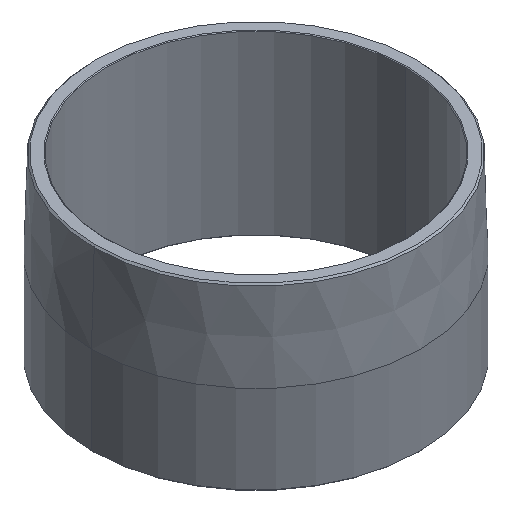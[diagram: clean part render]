
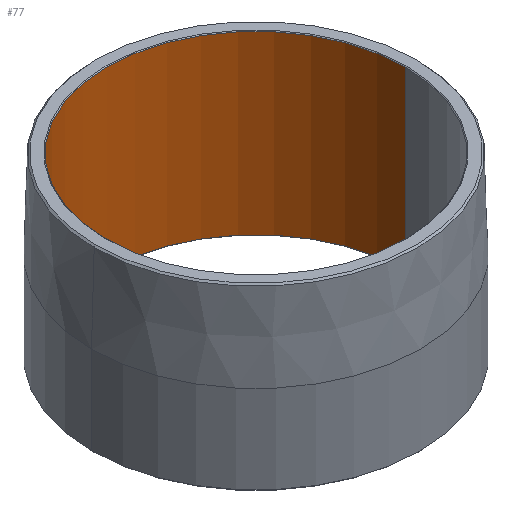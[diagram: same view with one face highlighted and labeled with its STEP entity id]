
A CAD part, isometric view. The second image highlights one B-rep face of the part: STEP entity #77.
In plain terms, the highlighted cylindrical face has radius 64.059 mm (diameter 128.118 mm), a partial arc.
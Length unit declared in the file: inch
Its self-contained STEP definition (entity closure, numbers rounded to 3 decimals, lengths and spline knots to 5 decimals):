
#27 = AXIS2_PLACEMENT_3D ( 'NONE', #500, #87, #324 ) ;
#44 = EDGE_CURVE ( 'NONE', #221, #100, #169, .T. ) ;
#51 = CARTESIAN_POINT ( 'NONE',  ( -2.522, 0., 0.0125 ) ) ;
#77 = ADVANCED_FACE ( 'NONE', ( #404 ), #366, .F. ) ;
#78 = CARTESIAN_POINT ( 'NONE',  ( 0., 0., 0.0125 ) ) ;
#81 = CARTESIAN_POINT ( 'NONE',  ( -2.522, 0., 3. ) ) ;
#87 = DIRECTION ( 'NONE',  ( 0., 0., -1. ) ) ;
#100 = VERTEX_POINT ( 'NONE', #51 ) ;
#126 = DIRECTION ( 'NONE',  ( 0., 0., -1. ) ) ;
#139 = VECTOR ( 'NONE', #332, 39.37008 ) ;
#146 = ORIENTED_EDGE ( 'NONE', *, *, #463, .T. ) ;
#153 = AXIS2_PLACEMENT_3D ( 'NONE', #78, #126, #243 ) ;
#169 = LINE ( 'NONE', #81, #311 ) ;
#179 = LINE ( 'NONE', #447, #139 ) ;
#185 = CARTESIAN_POINT ( 'NONE',  ( -2.522, 0., 2.9875 ) ) ;
#187 = DIRECTION ( 'NONE',  ( 1., 0., 0. ) ) ;
#193 = VERTEX_POINT ( 'NONE', #227 ) ;
#194 = EDGE_CURVE ( 'NONE', #256, #193, #179, .T. ) ;
#198 = CIRCLE ( 'NONE', #262, 2.522 ) ;
#221 = VERTEX_POINT ( 'NONE', #185 ) ;
#227 = CARTESIAN_POINT ( 'NONE',  ( 2.522, 0., 0.0125 ) ) ;
#232 = DIRECTION ( 'NONE',  ( 0., 0., 1. ) ) ;
#235 = EDGE_CURVE ( 'NONE', #256, #221, #198, .T. ) ;
#243 = DIRECTION ( 'NONE',  ( 1., 0., 0. ) ) ;
#256 = VERTEX_POINT ( 'NONE', #476 ) ;
#262 = AXIS2_PLACEMENT_3D ( 'NONE', #371, #232, #187 ) ;
#273 = ORIENTED_EDGE ( 'NONE', *, *, #235, .T. ) ;
#311 = VECTOR ( 'NONE', #467, 39.37008 ) ;
#324 = DIRECTION ( 'NONE',  ( -1., 0., 0. ) ) ;
#332 = DIRECTION ( 'NONE',  ( 0., 0., -1. ) ) ;
#366 = CYLINDRICAL_SURFACE ( 'NONE', #27, 2.522 ) ;
#370 = CIRCLE ( 'NONE', #153, 2.522 ) ;
#371 = CARTESIAN_POINT ( 'NONE',  ( 0., 0., 2.9875 ) ) ;
#372 = EDGE_LOOP ( 'NONE', ( #472, #273, #453, #146 ) ) ;
#404 = FACE_OUTER_BOUND ( 'NONE', #372, .T. ) ;
#447 = CARTESIAN_POINT ( 'NONE',  ( 2.522, 0., 3. ) ) ;
#453 = ORIENTED_EDGE ( 'NONE', *, *, #44, .T. ) ;
#463 = EDGE_CURVE ( 'NONE', #100, #193, #370, .T. ) ;
#467 = DIRECTION ( 'NONE',  ( 0., 0., -1. ) ) ;
#472 = ORIENTED_EDGE ( 'NONE', *, *, #194, .F. ) ;
#476 = CARTESIAN_POINT ( 'NONE',  ( 2.522, 0., 2.9875 ) ) ;
#500 = CARTESIAN_POINT ( 'NONE',  ( 0., 0., 3. ) ) ;
